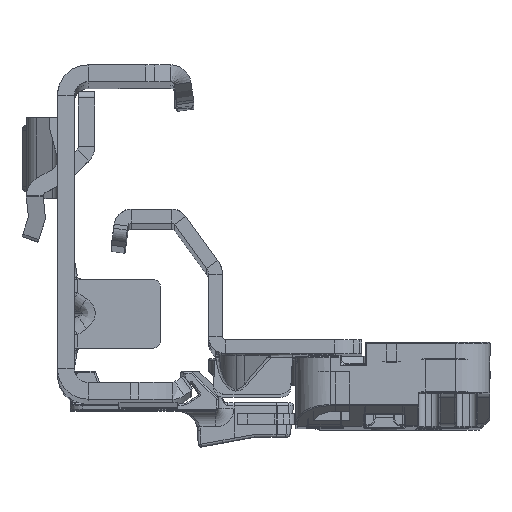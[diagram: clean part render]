
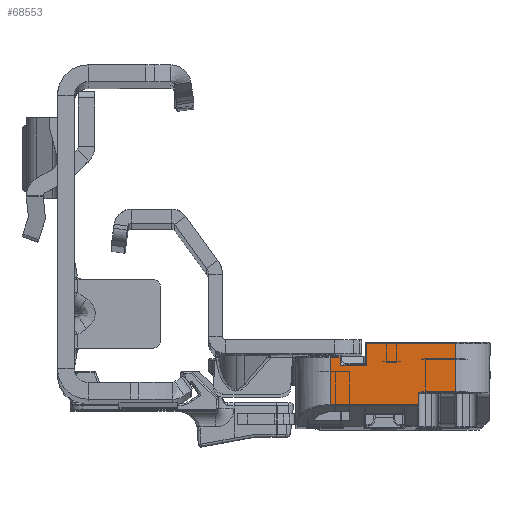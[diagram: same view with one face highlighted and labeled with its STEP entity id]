
A CAD part, top view. The second image highlights one B-rep face of the part: STEP entity #68553.
In plain terms, the highlighted face is planar.
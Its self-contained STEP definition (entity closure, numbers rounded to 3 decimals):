
#473 = EDGE_CURVE ( 'NONE', #31563, #111012, #24671, .T. ) ;
#2008 = LINE ( 'NONE', #41868, #123672 ) ;
#2506 = CARTESIAN_POINT ( 'NONE',  ( -8.3, -6.785, -284.5 ) ) ;
#2664 = LINE ( 'NONE', #23888, #118552 ) ;
#2770 = VERTEX_POINT ( 'NONE', #118574 ) ;
#3121 = VERTEX_POINT ( 'NONE', #39185 ) ;
#3870 = ORIENTED_EDGE ( 'NONE', *, *, #28142, .F. ) ;
#8184 = ORIENTED_EDGE ( 'NONE', *, *, #38962, .F. ) ;
#8713 = CARTESIAN_POINT ( 'NONE',  ( 4.6, 0.1, -284.5 ) ) ;
#10118 = CARTESIAN_POINT ( 'NONE',  ( -0.75, -0.9, -284.5 ) ) ;
#12159 = VECTOR ( 'NONE', #25977, 1000. ) ;
#14046 = CARTESIAN_POINT ( 'NONE',  ( -8.3, 0., -284.5 ) ) ;
#16787 = EDGE_CURVE ( 'NONE', #24936, #123360, #2008, .T. ) ;
#17287 = EDGE_CURVE ( 'NONE', #70348, #91504, #57110, .T. ) ;
#18085 = CARTESIAN_POINT ( 'NONE',  ( 19.8, 2.6, -284.5 ) ) ;
#20531 = CARTESIAN_POINT ( 'NONE',  ( 4.6, -242.444, -284.5 ) ) ;
#20575 = CIRCLE ( 'NONE', #49360, 0.2 ) ;
#21679 = LINE ( 'NONE', #10118, #36121 ) ;
#23047 = VECTOR ( 'NONE', #114425, 1000. ) ;
#23888 = CARTESIAN_POINT ( 'NONE',  ( -8.3, -5., -284.5 ) ) ;
#24368 = LINE ( 'NONE', #2506, #123500 ) ;
#24671 = LINE ( 'NONE', #62011, #37844 ) ;
#24936 = VERTEX_POINT ( 'NONE', #97151 ) ;
#25316 = CARTESIAN_POINT ( 'NONE',  ( 3.15, 0.1, -284.5 ) ) ;
#25977 = DIRECTION ( 'NONE',  ( 0., 1., 0. ) ) ;
#27106 = DIRECTION ( 'NONE',  ( 0., 0., 1. ) ) ;
#28142 = EDGE_CURVE ( 'NONE', #123336, #111012, #118365, .T. ) ;
#29964 = CARTESIAN_POINT ( 'NONE',  ( -0.7, 2.1, -284.5 ) ) ;
#31563 = VERTEX_POINT ( 'NONE', #48554 ) ;
#32246 = DIRECTION ( 'NONE',  ( 0., 1., 0. ) ) ;
#32651 = ORIENTED_EDGE ( 'NONE', *, *, #17287, .T. ) ;
#32747 = DIRECTION ( 'NONE',  ( 0., -1., 0. ) ) ;
#34440 = ORIENTED_EDGE ( 'NONE', *, *, #73823, .T. ) ;
#34865 = CARTESIAN_POINT ( 'NONE',  ( 4.6, -6.785, -284.5 ) ) ;
#36121 = VECTOR ( 'NONE', #99504, 1000. ) ;
#37836 = CARTESIAN_POINT ( 'NONE',  ( -8.3, -6.71, -284.5 ) ) ;
#37844 = VECTOR ( 'NONE', #43942, 1000. ) ;
#38962 = EDGE_CURVE ( 'NONE', #55613, #112971, #73237, .T. ) ;
#39185 = CARTESIAN_POINT ( 'NONE',  ( -8.5, -5., -284.5 ) ) ;
#39932 = ORIENTED_EDGE ( 'NONE', *, *, #66250, .T. ) ;
#40108 = ORIENTED_EDGE ( 'NONE', *, *, #110351, .T. ) ;
#41868 = CARTESIAN_POINT ( 'NONE',  ( -13.7, 2., -284.5 ) ) ;
#43450 = ORIENTED_EDGE ( 'NONE', *, *, #16787, .T. ) ;
#43942 = DIRECTION ( 'NONE',  ( 1., 0., 0. ) ) ;
#45868 = LINE ( 'NONE', #25316, #12159 ) ;
#47638 = ORIENTED_EDGE ( 'NONE', *, *, #63356, .T. ) ;
#48554 = CARTESIAN_POINT ( 'NONE',  ( 3.15, 0.1, -284.5 ) ) ;
#49360 = AXIS2_PLACEMENT_3D ( 'NONE', #113951, #124263, #53488 ) ;
#50362 = CARTESIAN_POINT ( 'NONE',  ( -0.75, 2.1, -284.5 ) ) ;
#53488 = DIRECTION ( 'NONE',  ( 1., 0., 0. ) ) ;
#54687 =( BOUNDED_CURVE ( )  B_SPLINE_CURVE ( 3, ( #106665, #118233, #37836, #69944 ),
 .UNSPECIFIED., .F., .T. ) 
 B_SPLINE_CURVE_WITH_KNOTS ( ( 4, 4 ),
 ( 1.047, 1.571 ),
 .UNSPECIFIED. ) 
 CURVE ( )  GEOMETRIC_REPRESENTATION_ITEM ( )  RATIONAL_B_SPLINE_CURVE ( ( 1., 0.977, 0.977, 1. ) ) 
 REPRESENTATION_ITEM ( '' )  );
#55613 = VERTEX_POINT ( 'NONE', #56257 ) ;
#56257 = CARTESIAN_POINT ( 'NONE',  ( -8.3, -5.2, -284.5 ) ) ;
#56698 = PLANE ( 'NONE',  #109078 ) ;
#57049 = CARTESIAN_POINT ( 'NONE',  ( -0.75, -1.15, -284.5 ) ) ;
#57110 = LINE ( 'NONE', #126003, #23047 ) ;
#59783 = DIRECTION ( 'NONE',  ( 0., 1., 0. ) ) ;
#61228 = DIRECTION ( 'NONE',  ( 1., 0., 0. ) ) ;
#62011 = CARTESIAN_POINT ( 'NONE',  ( 4.6, 0.1, -284.5 ) ) ;
#63190 = CARTESIAN_POINT ( 'NONE',  ( -13.7, 2.1, -284.5 ) ) ;
#63356 = EDGE_CURVE ( 'NONE', #55613, #3121, #20575, .T. ) ;
#65105 = CARTESIAN_POINT ( 'NONE',  ( 3.15, -1.15, -284.5 ) ) ;
#66250 = EDGE_CURVE ( 'NONE', #91504, #31563, #45868, .T. ) ;
#68553 = ADVANCED_FACE ( 'NONE', ( #87533 ), #56698, .F. ) ;
#69944 = CARTESIAN_POINT ( 'NONE',  ( -8.3, -6.669, -284.5 ) ) ;
#70348 = VERTEX_POINT ( 'NONE', #57049 ) ;
#71341 = DIRECTION ( 'NONE',  ( -1., 0., 0. ) ) ;
#73237 = LINE ( 'NONE', #14046, #99226 ) ;
#73823 = EDGE_CURVE ( 'NONE', #123360, #121284, #78175, .T. ) ;
#77064 = CARTESIAN_POINT ( 'NONE',  ( -8.3, -6.669, -284.5 ) ) ;
#78175 = LINE ( 'NONE', #29964, #89855 ) ;
#87533 = FACE_OUTER_BOUND ( 'NONE', #98014, .T. ) ;
#89727 = DIRECTION ( 'NONE',  ( 1., 0., 0. ) ) ;
#89855 = VECTOR ( 'NONE', #89727, 1000. ) ;
#91136 = ORIENTED_EDGE ( 'NONE', *, *, #120210, .T. ) ;
#91504 = VERTEX_POINT ( 'NONE', #65105 ) ;
#97151 = CARTESIAN_POINT ( 'NONE',  ( -13.7, -5., -284.5 ) ) ;
#98014 = EDGE_LOOP ( 'NONE', ( #32651, #39932, #121977, #3870, #40108, #125739, #8184, #47638, #110844, #43450, #34440, #91136 ) ) ;
#99226 = VECTOR ( 'NONE', #32747, 1000. ) ;
#99504 = DIRECTION ( 'NONE',  ( 0., -1., 0. ) ) ;
#104210 = EDGE_CURVE ( 'NONE', #2770, #112971, #54687, .T. ) ;
#106665 = CARTESIAN_POINT ( 'NONE',  ( -8.273, -6.785, -284.5 ) ) ;
#107496 = DIRECTION ( 'NONE',  ( 1., 0., 0. ) ) ;
#109078 = AXIS2_PLACEMENT_3D ( 'NONE', #18085, #27106, #107496 ) ;
#109767 = EDGE_CURVE ( 'NONE', #24936, #3121, #2664, .T. ) ;
#110351 = EDGE_CURVE ( 'NONE', #123336, #2770, #24368, .T. ) ;
#110844 = ORIENTED_EDGE ( 'NONE', *, *, #109767, .F. ) ;
#111012 = VERTEX_POINT ( 'NONE', #8713 ) ;
#112971 = VERTEX_POINT ( 'NONE', #77064 ) ;
#113951 = CARTESIAN_POINT ( 'NONE',  ( -8.5, -5.2, -284.5 ) ) ;
#114425 = DIRECTION ( 'NONE',  ( 1., 0., 0. ) ) ;
#118233 = CARTESIAN_POINT ( 'NONE',  ( -8.291, -6.749, -284.5 ) ) ;
#118365 = LINE ( 'NONE', #20531, #123126 ) ;
#118552 = VECTOR ( 'NONE', #61228, 1000. ) ;
#118574 = CARTESIAN_POINT ( 'NONE',  ( -8.273, -6.785, -284.5 ) ) ;
#120210 = EDGE_CURVE ( 'NONE', #121284, #70348, #21679, .T. ) ;
#121284 = VERTEX_POINT ( 'NONE', #50362 ) ;
#121977 = ORIENTED_EDGE ( 'NONE', *, *, #473, .T. ) ;
#123126 = VECTOR ( 'NONE', #59783, 1000. ) ;
#123336 = VERTEX_POINT ( 'NONE', #34865 ) ;
#123360 = VERTEX_POINT ( 'NONE', #63190 ) ;
#123500 = VECTOR ( 'NONE', #71341, 1000. ) ;
#123672 = VECTOR ( 'NONE', #32246, 1000. ) ;
#124263 = DIRECTION ( 'NONE',  ( 0., 0., 1. ) ) ;
#125739 = ORIENTED_EDGE ( 'NONE', *, *, #104210, .T. ) ;
#126003 = CARTESIAN_POINT ( 'NONE',  ( 19.8, -1.15, -284.5 ) ) ;
